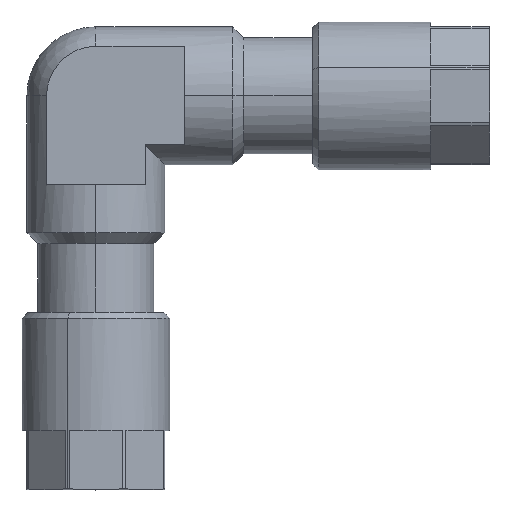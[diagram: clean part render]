
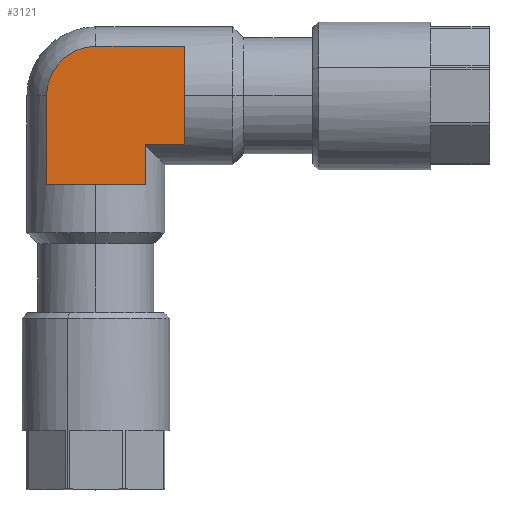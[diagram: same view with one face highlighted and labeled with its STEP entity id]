
A CAD part, top view. The second image highlights one B-rep face of the part: STEP entity #3121.
In plain terms, the highlighted planar face has unit normal (0, 0, 1).
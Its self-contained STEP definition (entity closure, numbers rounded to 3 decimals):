
#360 = VERTEX_POINT ( 'NONE', #3264 ) ;
#667 = ORIENTED_EDGE ( 'NONE', *, *, #4289, .T. ) ;
#668 = ORIENTED_EDGE ( 'NONE', *, *, #4290, .T. ) ;
#669 = ORIENTED_EDGE ( 'NONE', *, *, #4291, .T. ) ;
#670 = ORIENTED_EDGE ( 'NONE', *, *, #4292, .T. ) ;
#671 = ORIENTED_EDGE ( 'NONE', *, *, #4293, .T. ) ;
#672 = ORIENTED_EDGE ( 'NONE', *, *, #4294, .T. ) ;
#673 = ORIENTED_EDGE ( 'NONE', *, *, #4295, .T. ) ;
#785 = VERTEX_POINT ( 'NONE', #3217 ) ;
#786 = VERTEX_POINT ( 'NONE', #3220 ) ;
#1084 = VERTEX_POINT ( 'NONE', #3211 ) ;
#1234 = VERTEX_POINT ( 'NONE', #3203 ) ;
#1286 = VERTEX_POINT ( 'NONE', #3197 ) ;
#1619 = VERTEX_POINT ( 'NONE', #4410 ) ;
#1980 = AXIS2_PLACEMENT_3D ( 'NONE', #2819, #2820, #2821 ) ;
#2271 = FACE_OUTER_BOUND ( 'NONE', #3980, .T. ) ;
#2447 = PLANE ( 'NONE',  #3638 ) ;
#2455 = CARTESIAN_POINT ( 'NONE',  ( 0., 21., 4. ) ) ;
#2456 = DIRECTION ( 'NONE',  ( 0., 0., 1. ) ) ;
#2457 = DIRECTION ( 'NONE',  ( 1., 0., 0. ) ) ;
#2796 = DIRECTION ( 'NONE',  ( 0., -1., 0. ) ) ;
#2800 = DIRECTION ( 'NONE',  ( 1., 0., 0. ) ) ;
#2804 = CARTESIAN_POINT ( 'NONE',  ( 2.5, 16.5, 4. ) ) ;
#2805 = CARTESIAN_POINT ( 'NONE',  ( -2.5, 16.5, 4. ) ) ;
#2809 = CARTESIAN_POINT ( 'NONE',  ( -2.5, 21., 4. ) ) ;
#2810 = DIRECTION ( 'NONE',  ( 0., 1., 0. ) ) ;
#2811 = CARTESIAN_POINT ( 'NONE',  ( 2.5, 18.5, 4. ) ) ;
#2812 = DIRECTION ( 'NONE',  ( 1., 0., 0. ) ) ;
#2813 = CARTESIAN_POINT ( 'NONE',  ( 4.5, 18.5, 4. ) ) ;
#2814 = DIRECTION ( 'NONE',  ( 0., 1., 0. ) ) ;
#2815 = CARTESIAN_POINT ( 'NONE',  ( 4.5, 23.5, 4. ) ) ;
#2816 = DIRECTION ( 'NONE',  ( -1., 0., 0. ) ) ;
#2819 = CARTESIAN_POINT ( 'NONE',  ( 0., 21., 4. ) ) ;
#2820 = DIRECTION ( 'NONE',  ( 0., 0., 1. ) ) ;
#2821 = DIRECTION ( 'NONE',  ( 1., 0., 0. ) ) ;
#3121 = ADVANCED_FACE ( 'NONE', ( #2271 ), #2447, .T. ) ;
#3197 = CARTESIAN_POINT ( 'NONE',  ( 0., 23.5, 4. ) ) ;
#3203 = CARTESIAN_POINT ( 'NONE',  ( 4.5, 18.5, 4. ) ) ;
#3211 = CARTESIAN_POINT ( 'NONE',  ( 2.5, 16.5, 4. ) ) ;
#3217 = CARTESIAN_POINT ( 'NONE',  ( 4.5, 23.5, 4. ) ) ;
#3220 = CARTESIAN_POINT ( 'NONE',  ( -2.5, 16.5, 4. ) ) ;
#3264 = CARTESIAN_POINT ( 'NONE',  ( -2.5, 21., 4. ) ) ;
#3330 = LINE ( 'NONE', #2805, #3335 ) ;
#3334 = LINE ( 'NONE', #2804, #3337 ) ;
#3335 = VECTOR ( 'NONE', #2800, 1000. ) ;
#3336 = LINE ( 'NONE', #2811, #3339 ) ;
#3337 = VECTOR ( 'NONE', #2810, 1000. ) ;
#3338 = LINE ( 'NONE', #2813, #3341 ) ;
#3339 = VECTOR ( 'NONE', #2812, 1000. ) ;
#3340 = LINE ( 'NONE', #2815, #3343 ) ;
#3341 = VECTOR ( 'NONE', #2814, 1000. ) ;
#3342 = CIRCLE ( 'NONE', #1980, 2.5 ) ;
#3343 = VECTOR ( 'NONE', #2816, 1000. ) ;
#3344 = LINE ( 'NONE', #2809, #3346 ) ;
#3346 = VECTOR ( 'NONE', #2796, 1000. ) ;
#3638 = AXIS2_PLACEMENT_3D ( 'NONE', #2455, #2456, #2457 ) ;
#3980 = EDGE_LOOP ( 'NONE', ( #667, #668, #669, #670, #671, #672, #673 ) ) ;
#4289 = EDGE_CURVE ( 'NONE', #786, #1084, #3330, .T. ) ;
#4290 = EDGE_CURVE ( 'NONE', #1084, #1619, #3334, .T. ) ;
#4291 = EDGE_CURVE ( 'NONE', #1619, #1234, #3336, .T. ) ;
#4292 = EDGE_CURVE ( 'NONE', #1234, #785, #3338, .T. ) ;
#4293 = EDGE_CURVE ( 'NONE', #785, #1286, #3340, .T. ) ;
#4294 = EDGE_CURVE ( 'NONE', #1286, #360, #3342, .T. ) ;
#4295 = EDGE_CURVE ( 'NONE', #360, #786, #3344, .T. ) ;
#4410 = CARTESIAN_POINT ( 'NONE',  ( 2.5, 18.5, 4. ) ) ;
